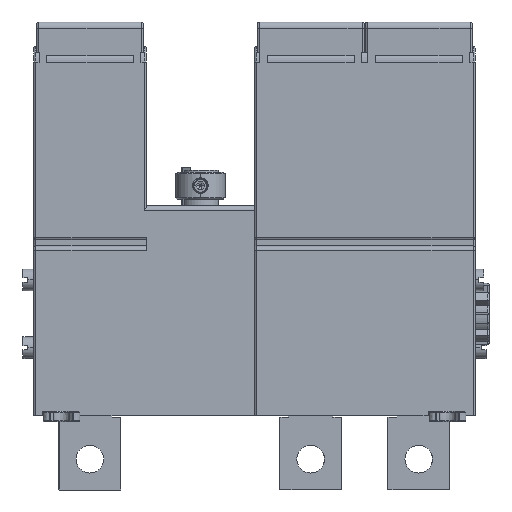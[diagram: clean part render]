
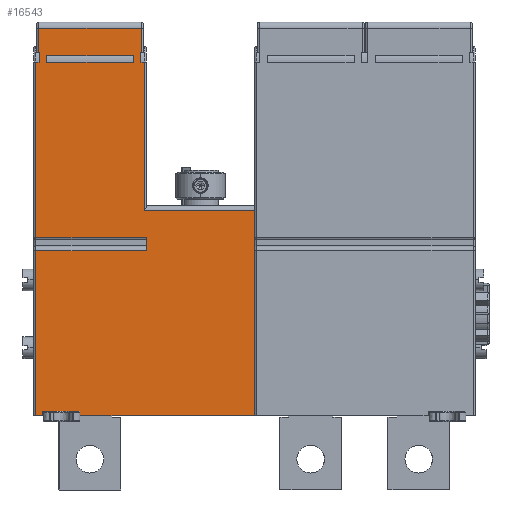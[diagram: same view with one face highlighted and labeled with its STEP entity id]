
A CAD part, left-side view. The second image highlights one B-rep face of the part: STEP entity #16543.
In plain terms, the highlighted planar face has unit normal (-1, 0, 0).
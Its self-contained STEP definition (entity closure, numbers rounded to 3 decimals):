
#261=DIRECTION('',(0.,1.,0.));
#262=VECTOR('',#261,35.7);
#263=CARTESIAN_POINT('',(-50.,-17.5,68.));
#264=LINE('',#263,#262);
#351=DIRECTION('',(0.,0.,1.));
#352=VECTOR('',#351,8.);
#353=CARTESIAN_POINT('',(-50.,52.35,119.));
#354=LINE('',#353,#352);
#355=DIRECTION('',(0.,0.,-1.));
#356=VECTOR('',#355,8.);
#357=CARTESIAN_POINT('',(-50.,19.15,127.));
#358=LINE('',#357,#356);
#359=DIRECTION('',(0.,0.,-1.));
#360=VECTOR('',#359,48.);
#361=CARTESIAN_POINT('',(-50.,18.2,116.));
#362=LINE('',#361,#360);
#363=DIRECTION('',(0.,0.,1.));
#364=VECTOR('',#363,53.5);
#365=CARTESIAN_POINT('',(-50.,53.3,1.5));
#366=LINE('',#365,#364);
#367=DIRECTION('',(0.,-1.,0.));
#368=VECTOR('',#367,35.8);
#369=CARTESIAN_POINT('',(-50.,53.3,55.));
#370=LINE('',#369,#368);
#371=DIRECTION('',(0.,1.,0.));
#372=VECTOR('',#371,35.8);
#373=CARTESIAN_POINT('',(-50.,17.5,59.2));
#374=LINE('',#373,#372);
#375=DIRECTION('',(0.,0.,1.));
#376=VECTOR('',#375,56.8);
#377=CARTESIAN_POINT('',(-50.,53.3,59.2));
#378=LINE('',#377,#376);
#388=DIRECTION('',(0.,1.,0.));
#389=VECTOR('',#388,1.05);
#390=CARTESIAN_POINT('',(-50.,52.25,116.));
#391=LINE('',#390,#389);
#411=DIRECTION('',(0.,-1.,0.));
#412=VECTOR('',#411,0.1);
#413=CARTESIAN_POINT('',(-50.,52.35,119.));
#414=LINE('',#413,#412);
#690=DIRECTION('',(0.,1.,0.));
#691=VECTOR('',#690,1.05);
#692=CARTESIAN_POINT('',(-50.,18.2,116.));
#693=LINE('',#692,#691);
#699=DIRECTION('',(0.,-1.,0.));
#700=VECTOR('',#699,0.1);
#701=CARTESIAN_POINT('',(-50.,19.25,119.));
#702=LINE('',#701,#700);
#712=DIRECTION('',(0.,0.,-1.));
#713=VECTOR('',#712,3.);
#714=CARTESIAN_POINT('',(-50.,19.25,119.));
#715=LINE('',#714,#713);
#744=DIRECTION('',(0.,1.,0.));
#745=VECTOR('',#744,33.2);
#746=CARTESIAN_POINT('',(-50.,19.15,127.));
#747=LINE('',#746,#745);
#1067=DIRECTION('',(0.,-1.,0.));
#1068=VECTOR('',#1067,2.326);
#1069=CARTESIAN_POINT('',(-50.,53.3,1.5));
#1070=LINE('',#1069,#1068);
#1071=DIRECTION('',(0.,-1.,0.));
#1072=VECTOR('',#1071,56.526);
#1073=CARTESIAN_POINT('',(-50.,39.026,1.5));
#1074=LINE('',#1073,#1072);
#2014=DIRECTION('',(0.,0.,-1.));
#2015=VECTOR('',#2014,66.5);
#2016=CARTESIAN_POINT('',(-50.,-17.5,68.));
#2017=LINE('',#2016,#2015);
#8845=DIRECTION('',(0.,0.,-1.));
#8846=VECTOR('',#8845,4.2);
#8847=CARTESIAN_POINT('',(-50.,17.5,59.2));
#8848=LINE('',#8847,#8846);
#8915=DIRECTION('',(0.,-0.017,-1.));
#8916=VECTOR('',#8915,1.195);
#8917=CARTESIAN_POINT('',(-50.,50.995,2.695));
#8918=LINE('',#8917,#8916);
#8927=CARTESIAN_POINT('',(-50.,50.695,2.7));
#8928=DIRECTION('',(-1.,0.,0.));
#8929=DIRECTION('',(0.,0.,1.));
#8930=AXIS2_PLACEMENT_3D('',#8927,#8928,#8929);
#8940=DIRECTION('',(0.,-1.,0.));
#8941=VECTOR('',#8940,11.389);
#8942=CARTESIAN_POINT('',(-50.,50.695,3.));
#8943=LINE('',#8942,#8941);
#8967=CARTESIAN_POINT('',(-50.,39.305,2.7));
#8968=DIRECTION('',(1.,0.,0.));
#8969=DIRECTION('',(0.,0.,1.));
#8970=AXIS2_PLACEMENT_3D('',#8967,#8968,#8969);
#8981=DIRECTION('',(0.,0.017,-1.));
#8982=VECTOR('',#8981,1.195);
#8983=CARTESIAN_POINT('',(-50.,39.005,2.695));
#8984=LINE('',#8983,#8982);
#11188=DIRECTION('',(0.,0.,1.));
#11189=VECTOR('',#11188,3.);
#11190=CARTESIAN_POINT('',(-50.,52.25,116.));
#11191=LINE('',#11190,#11189);
#11197=DIRECTION('',(0.,1.,0.));
#11198=VECTOR('',#11197,28.);
#11199=CARTESIAN_POINT('',(-50.,21.75,116.));
#11200=LINE('',#11199,#11198);
#11214=DIRECTION('',(0.,0.,1.));
#11215=VECTOR('',#11214,2.);
#11216=CARTESIAN_POINT('',(-50.,21.75,116.));
#11217=LINE('',#11216,#11215);
#11222=DIRECTION('',(0.,1.,0.));
#11223=VECTOR('',#11222,28.);
#11224=CARTESIAN_POINT('',(-50.,21.75,118.));
#11225=LINE('',#11224,#11223);
#11226=DIRECTION('',(0.,0.,-1.));
#11227=VECTOR('',#11226,2.);
#11228=CARTESIAN_POINT('',(-50.,49.75,118.));
#11229=LINE('',#11228,#11227);
#14938=CARTESIAN_POINT('',(-50.,17.5,59.2));
#14940=VERTEX_POINT('',#14938);
#14966=CARTESIAN_POINT('',(-50.,17.5,55.));
#14967=VERTEX_POINT('',#14966);
#14970=CARTESIAN_POINT('',(-50.,-17.5,68.));
#14971=CARTESIAN_POINT('',(-50.,-17.5,1.5));
#14972=VERTEX_POINT('',#14970);
#14973=VERTEX_POINT('',#14971);
#15032=CARTESIAN_POINT('',(-50.,53.3,116.));
#15033=VERTEX_POINT('',#15032);
#15036=CARTESIAN_POINT('',(-50.,53.3,59.2));
#15037=VERTEX_POINT('',#15036);
#15058=CARTESIAN_POINT('',(-50.,53.3,1.5));
#15060=VERTEX_POINT('',#15058);
#15064=CARTESIAN_POINT('',(-50.,53.3,55.));
#15065=VERTEX_POINT('',#15064);
#15070=CARTESIAN_POINT('',(-50.,18.2,116.));
#15071=CARTESIAN_POINT('',(-50.,18.2,68.));
#15072=VERTEX_POINT('',#15070);
#15073=VERTEX_POINT('',#15071);
#15166=CARTESIAN_POINT('',(-50.,39.305,
3.));
#15167=CARTESIAN_POINT('',(-50.,39.005,
2.695));
#15168=VERTEX_POINT('',#15166);
#15169=VERTEX_POINT('',#15167);
#15170=CARTESIAN_POINT('',(-50.,50.695,
3.));
#15171=CARTESIAN_POINT('',(-50.,50.995,
2.695));
#15172=VERTEX_POINT('',#15170);
#15173=VERTEX_POINT('',#15171);
#15174=CARTESIAN_POINT('',(-50.,39.026,1.5));
#15175=VERTEX_POINT('',#15174);
#15182=CARTESIAN_POINT('',(-50.,50.974,1.5));
#15183=VERTEX_POINT('',#15182);
#15624=CARTESIAN_POINT('',(-50.,21.75,118.));
#15625=CARTESIAN_POINT('',(-50.,49.75,118.));
#15626=VERTEX_POINT('',#15624);
#15627=VERTEX_POINT('',#15625);
#15662=CARTESIAN_POINT('',(-50.,52.35,127.));
#15663=VERTEX_POINT('',#15662);
#15664=CARTESIAN_POINT('',(-50.,52.35,119.));
#15666=VERTEX_POINT('',#15664);
#15685=CARTESIAN_POINT('',(-50.,19.15,119.));
#15687=VERTEX_POINT('',#15685);
#15688=CARTESIAN_POINT('',(-50.,19.15,127.));
#15689=VERTEX_POINT('',#15688);
#15724=CARTESIAN_POINT('',(-50.,52.25,119.));
#15725=VERTEX_POINT('',#15724);
#15726=CARTESIAN_POINT('',(-50.,19.25,119.));
#15727=VERTEX_POINT('',#15726);
#15762=CARTESIAN_POINT('',(-50.,19.25,116.));
#15763=VERTEX_POINT('',#15762);
#15764=CARTESIAN_POINT('',(-50.,52.25,116.));
#15765=VERTEX_POINT('',#15764);
#15766=CARTESIAN_POINT('',(-50.,21.75,116.));
#15768=VERTEX_POINT('',#15766);
#15772=CARTESIAN_POINT('',(-50.,49.75,116.));
#15773=VERTEX_POINT('',#15772);
#16480=CARTESIAN_POINT('',(-50.,37.988,91.2));
#16481=DIRECTION('',(1.,0.,0.));
#16482=DIRECTION('',(0.,0.,1.));
#16483=AXIS2_PLACEMENT_3D('',#16480,#16481,#16482);
#16484=PLANE('',#16483);
#16486=ORIENTED_EDGE('',*,*,#16485,.F.);
#16488=ORIENTED_EDGE('',*,*,#16487,.T.);
#16490=ORIENTED_EDGE('',*,*,#16489,.F.);
#16492=ORIENTED_EDGE('',*,*,#16491,.T.);
#16494=ORIENTED_EDGE('',*,*,#16493,.F.);
#16496=ORIENTED_EDGE('',*,*,#16495,.T.);
#16498=ORIENTED_EDGE('',*,*,#16497,.F.);
#16500=ORIENTED_EDGE('',*,*,#16499,.T.);
#16502=ORIENTED_EDGE('',*,*,#16501,.F.);
#16503=ORIENTED_EDGE('',*,*,#16464,.T.);
#16504=ORIENTED_EDGE('',*,*,#16360,.F.);
#16506=ORIENTED_EDGE('',*,*,#16505,.T.);
#16508=ORIENTED_EDGE('',*,*,#16507,.F.);
#16510=ORIENTED_EDGE('',*,*,#16509,.F.);
#16512=ORIENTED_EDGE('',*,*,#16511,.F.);
#16514=ORIENTED_EDGE('',*,*,#16513,.F.);
#16516=ORIENTED_EDGE('',*,*,#16515,.T.);
#16518=ORIENTED_EDGE('',*,*,#16517,.T.);
#16520=ORIENTED_EDGE('',*,*,#16519,.F.);
#16522=ORIENTED_EDGE('',*,*,#16521,.T.);
#16524=ORIENTED_EDGE('',*,*,#16523,.T.);
#16526=ORIENTED_EDGE('',*,*,#16525,.F.);
#16528=ORIENTED_EDGE('',*,*,#16527,.T.);
#16530=ORIENTED_EDGE('',*,*,#16529,.T.);
#16531=EDGE_LOOP('',(#16486,#16488,#16490,#16492,#16494,#16496,#16498,#16500,
#16502,#16503,#16504,#16506,#16508,#16510,#16512,#16514,#16516,#16518,#16520,
#16522,#16524,#16526,#16528,#16530));
#16532=FACE_OUTER_BOUND('',#16531,.F.);
#16534=ORIENTED_EDGE('',*,*,#16533,.F.);
#16536=ORIENTED_EDGE('',*,*,#16535,.T.);
#16538=ORIENTED_EDGE('',*,*,#16537,.T.);
#16540=ORIENTED_EDGE('',*,*,#16539,.T.);
#16541=EDGE_LOOP('',(#16534,#16536,#16538,#16540));
#16542=FACE_BOUND('',#16541,.F.);
#8931=CIRCLE('',#8930,0.3);
#8971=CIRCLE('',#8970,0.3);
#16360=EDGE_CURVE('',#14972,#15073,#264,.T.);
#16464=EDGE_CURVE('',#15072,#15073,#362,.T.);
#16485=EDGE_CURVE('',#15765,#15033,#391,.T.);
#16487=EDGE_CURVE('',#15765,#15725,#11191,.T.);
#16489=EDGE_CURVE('',#15666,#15725,#414,.T.);
#16491=EDGE_CURVE('',#15666,#15663,#354,.T.);
#16493=EDGE_CURVE('',#15689,#15663,#747,.T.);
#16495=EDGE_CURVE('',#15689,#15687,#358,.T.);
#16497=EDGE_CURVE('',#15727,#15687,#702,.T.);
#16499=EDGE_CURVE('',#15727,#15763,#715,.T.);
#16501=EDGE_CURVE('',#15072,#15763,#693,.T.);
#16505=EDGE_CURVE('',#14972,#14973,#2017,.T.);
#16507=EDGE_CURVE('',#15175,#14973,#1074,.T.);
#16509=EDGE_CURVE('',#15169,#15175,#8984,.T.);
#16511=EDGE_CURVE('',#15168,#15169,#8971,.T.);
#16513=EDGE_CURVE('',#15172,#15168,#8943,.T.);
#16515=EDGE_CURVE('',#15172,#15173,#8931,.T.);
#16517=EDGE_CURVE('',#15173,#15183,#8918,.T.);
#16519=EDGE_CURVE('',#15060,#15183,#1070,.T.);
#16521=EDGE_CURVE('',#15060,#15065,#366,.T.);
#16523=EDGE_CURVE('',#15065,#14967,#370,.T.);
#16525=EDGE_CURVE('',#14940,#14967,#8848,.T.);
#16527=EDGE_CURVE('',#14940,#15037,#374,.T.);
#16529=EDGE_CURVE('',#15037,#15033,#378,.T.);
#16533=EDGE_CURVE('',#15768,#15773,#11200,.T.);
#16535=EDGE_CURVE('',#15768,#15626,#11217,.T.);
#16537=EDGE_CURVE('',#15626,#15627,#11225,.T.);
#16539=EDGE_CURVE('',#15627,#15773,#11229,.T.);
#16543=ADVANCED_FACE('',(#16532,#16542),#16484,.F.);
